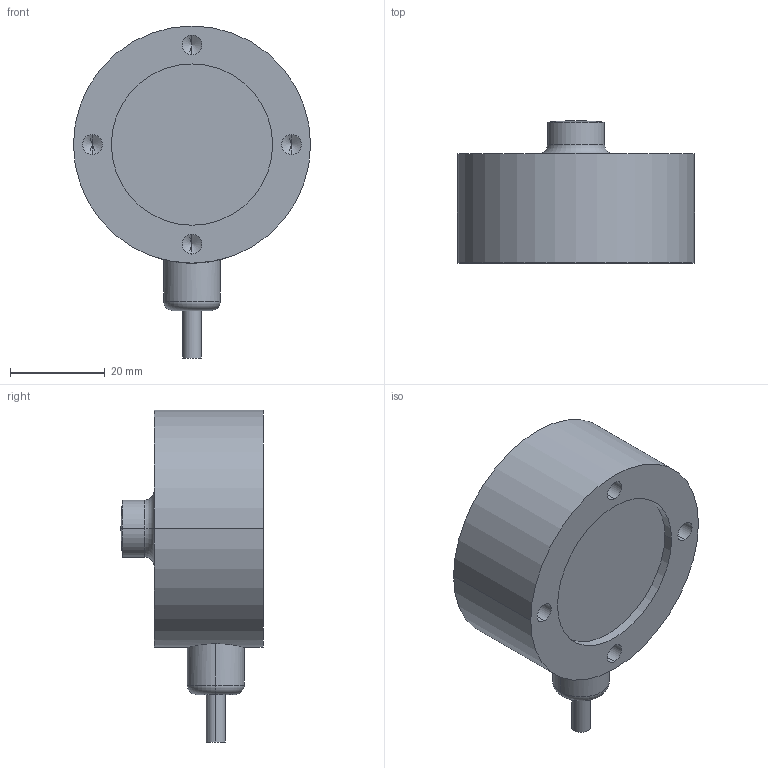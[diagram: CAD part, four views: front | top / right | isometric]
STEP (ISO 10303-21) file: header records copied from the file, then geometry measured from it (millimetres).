
FILE_DESCRIPTION (( 'STEP AP203' ), '1' );
FILE_NAME ('LCD800-0.1-1t.step', '2020-09-02T07:49:42', ( '' ), ( '' ), 'SwSTEP 2.0', 'SolidWorks 2016', '' );
FILE_SCHEMA (( 'CONFIG_CONTROL_DESIGN' ));
Length unit declared in the file: millimetre
Products named in the file (1): LCD800-0.1-1t
Bounding box: 50 x 30 x 70 mm (x, y, z)
Volume: 44823.8 mm3; surface area: 8994.1 mm2
Topology: 1 solids, 1 shells, 37 faces, 80 edges, 45 vertices
Faces by surface type: cylinder 18, cone 8, plane 5, torus 4, sphere 2
Entity records: 1113 total; most frequent: CARTESIAN_POINT 237, DIRECTION 190, ORIENTED_EDGE 144, AXIS2_PLACEMENT_3D 82, EDGE_CURVE 72, EDGE_LOOP 45, VERTEX_POINT 45, CIRCLE 44
